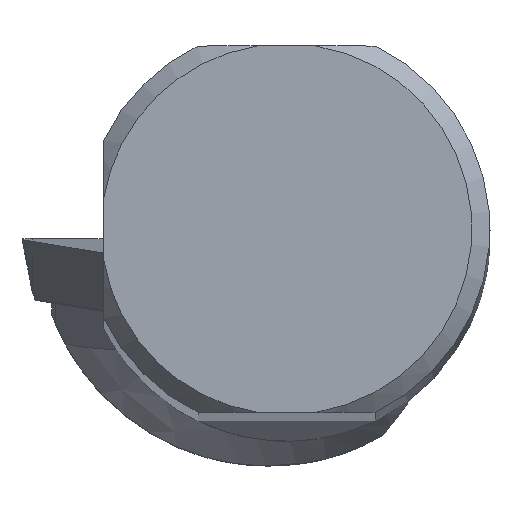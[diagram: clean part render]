
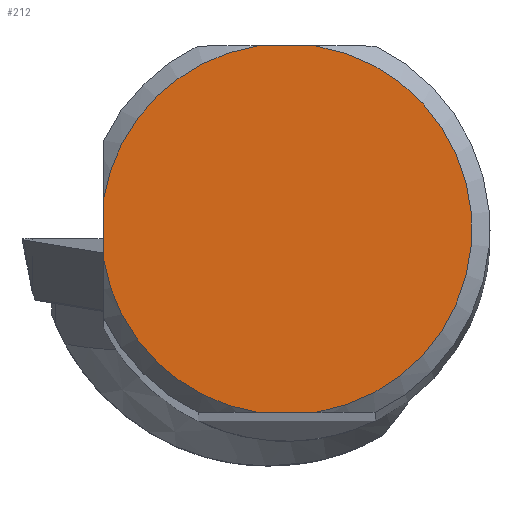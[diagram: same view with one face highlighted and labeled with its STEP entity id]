
A CAD part, top view. The second image highlights one B-rep face of the part: STEP entity #212.
In plain terms, the highlighted planar face has unit normal (0, 0, 1).
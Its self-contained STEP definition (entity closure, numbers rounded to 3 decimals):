
#163=FACE_OUTER_BOUND('',#448,.T.);
#212=ADVANCED_FACE('',(#163),#245,.T.);
#245=PLANE('',#1129);
#293=LINE('',#1692,#361);
#308=LINE('',#1829,#376);
#309=LINE('',#1830,#377);
#361=VECTOR('',#1274,1.);
#376=VECTOR('',#1347,1.);
#377=VECTOR('',#1348,1.);
#448=EDGE_LOOP('',(#619,#620,#621,#622,#623,#624));
#619=ORIENTED_EDGE('',*,*,#927,.F.);
#620=ORIENTED_EDGE('',*,*,#922,.T.);
#621=ORIENTED_EDGE('',*,*,#928,.F.);
#622=ORIENTED_EDGE('',*,*,#925,.T.);
#623=ORIENTED_EDGE('',*,*,#882,.F.);
#624=ORIENTED_EDGE('',*,*,#924,.T.);
#780=VERTEX_POINT('',#1691);
#781=VERTEX_POINT('',#1693);
#810=VERTEX_POINT('',#1807);
#811=VERTEX_POINT('',#1812);
#812=VERTEX_POINT('',#1819);
#813=VERTEX_POINT('',#1823);
#882=EDGE_CURVE('',#780,#781,#293,.T.);
#922=EDGE_CURVE('',#810,#811,#976,.T.);
#924=EDGE_CURVE('',#780,#812,#977,.T.);
#925=EDGE_CURVE('',#813,#781,#978,.T.);
#927=EDGE_CURVE('',#810,#812,#308,.T.);
#928=EDGE_CURVE('',#813,#811,#309,.T.);
#976=CIRCLE('',#1123,7.23);
#977=CIRCLE('',#1125,7.23);
#978=CIRCLE('',#1127,7.23);
#1123=AXIS2_PLACEMENT_3D('',#1813,#1335,#1336);
#1125=AXIS2_PLACEMENT_3D('',#1820,#1339,#1340);
#1127=AXIS2_PLACEMENT_3D('',#1822,#1343,#1344);
#1129=AXIS2_PLACEMENT_3D('',#1831,#1349,#1350);
#1274=DIRECTION('',(0.,1.,0.));
#1335=DIRECTION('',(0.,0.,1.));
#1336=DIRECTION('',(1.,0.,0.));
#1339=DIRECTION('',(0.,0.,1.));
#1340=DIRECTION('',(1.,0.,0.));
#1343=DIRECTION('',(0.,0.,1.));
#1344=DIRECTION('',(1.,0.,0.));
#1347=DIRECTION('',(-1.,0.,0.));
#1348=DIRECTION('',(1.,0.,0.));
#1349=DIRECTION('',(0.,0.,1.));
#1350=DIRECTION('',(1.,0.,0.));
#1691=CARTESIAN_POINT('',(-7.13,-1.198,0.));
#1692=CARTESIAN_POINT('',(-7.13,0.,0.));
#1693=CARTESIAN_POINT('',(-7.13,1.198,0.));
#1807=CARTESIAN_POINT('',(1.137,-7.14,0.));
#1812=CARTESIAN_POINT('',(1.137,7.14,0.));
#1813=CARTESIAN_POINT('',(0.,0.,0.));
#1819=CARTESIAN_POINT('',(-1.137,-7.14,0.));
#1820=CARTESIAN_POINT('',(0.,0.,0.));
#1822=CARTESIAN_POINT('',(0.,0.,0.));
#1823=CARTESIAN_POINT('',(-1.137,7.14,0.));
#1829=CARTESIAN_POINT('',(0.,-7.14,0.));
#1830=CARTESIAN_POINT('',(0.,7.14,0.));
#1831=CARTESIAN_POINT('',(0.,0.,
0.));
